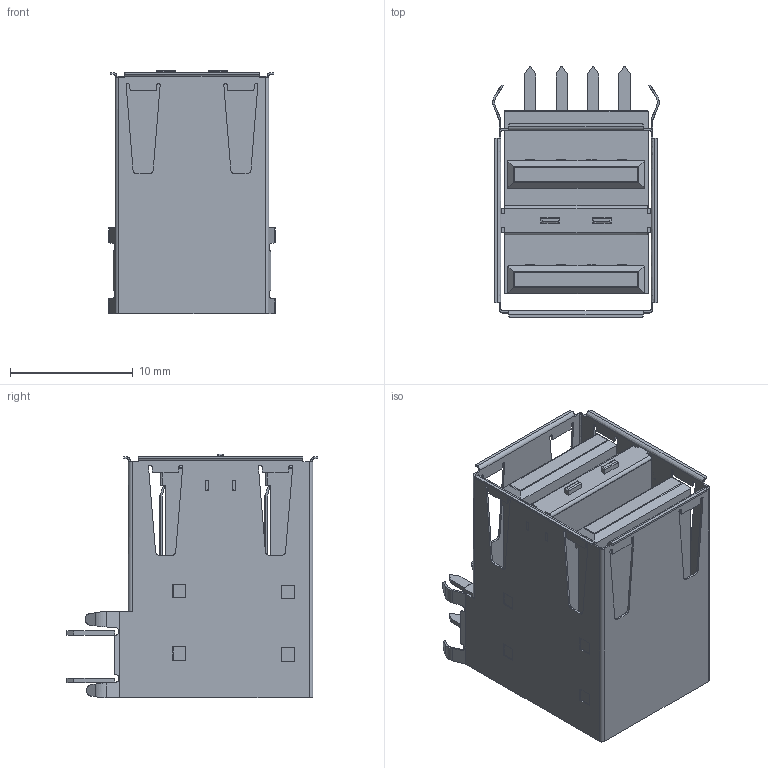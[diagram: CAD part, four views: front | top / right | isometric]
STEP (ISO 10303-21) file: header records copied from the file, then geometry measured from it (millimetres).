
FILE_DESCRIPTION (( 'STEP AP214' ), '1' );
FILE_NAME ('USB-AFx2.STEP', '2019-01-22T17:18:18', ( '' ), ( '' ), 'SwSTEP 2.0', 'SolidWorks 2018', '' );
FILE_SCHEMA (( 'AUTOMOTIVE_DESIGN' ));
Length unit declared in the file: millimetre
Products named in the file (1): USB-AFx2
Bounding box: 13.53 x 20.43 x 19.83 mm (x, y, z)
Surface area: 3966.3 mm2 (no closed solid volume)
Topology: 0 solids, 9 shells, 632 faces, 1662 edges, 1058 vertices
Faces by surface type: bspline 632
Entity records: 20899 total; most frequent: CARTESIAN_POINT 9932, ORIENTED_EDGE 3308, EDGE_CURVE 1662, B_SPLINE_CURVE_WITH_KNOTS 1561, VERTEX_POINT 1058, EDGE_LOOP 670, ADVANCED_FACE 632, FACE_OUTER_BOUND 632
